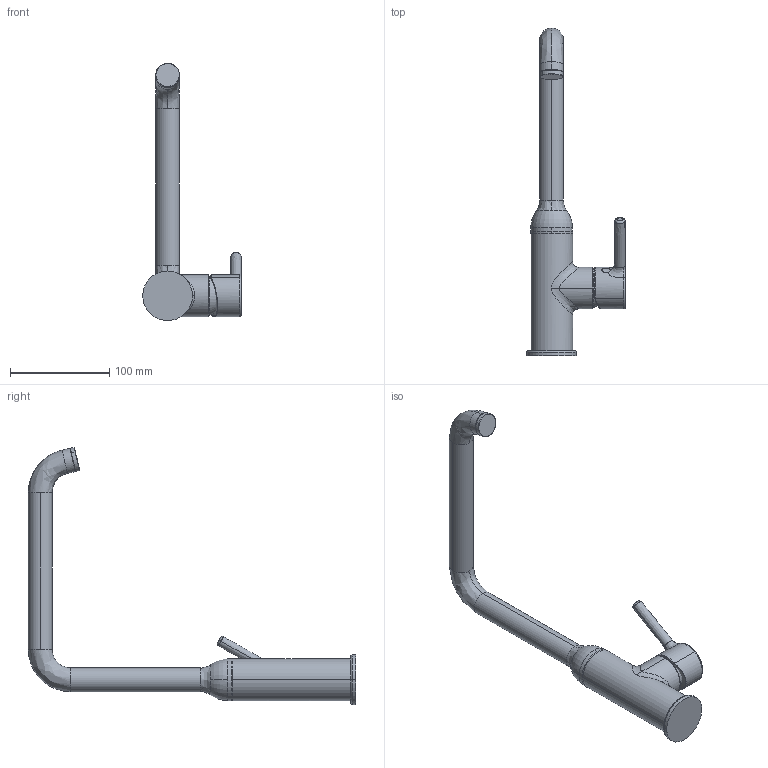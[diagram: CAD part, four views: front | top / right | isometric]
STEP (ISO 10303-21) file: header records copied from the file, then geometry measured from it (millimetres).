
FILE_DESCRIPTION (( 'STEP AP203' ), '1' );
FILE_NAME ('2638FH-33(2023)+5420220733(2023).STEP', '2023-04-24T10:05:27', ( '' ), ( '' ), 'SwSTEP 2.0', 'SolidWorks 2016', '' );
FILE_SCHEMA (( 'CONFIG_CONTROL_DESIGN' ));
Length unit declared in the file: millimetre
Products named in the file (1): 2638FH-33(2023)+5420220733(2023)
Bounding box: 99.21 x 329.9 x 259.15 mm (x, y, z)
Surface area: 74347.7 mm2 (no closed solid volume)
Topology: 0 solids, 6 shells, 85 faces, 183 edges, 113 vertices
Faces by surface type: bspline 43, cylinder 24, plane 16, torus 2
Entity records: 9981 total; most frequent: CARTESIAN_POINT 8330, ORIENTED_EDGE 364, DIRECTION 266, EDGE_CURVE 183, AXIS2_PLACEMENT_3D 119, VERTEX_POINT 113, EDGE_LOOP 89, FACE_OUTER_BOUND 85
